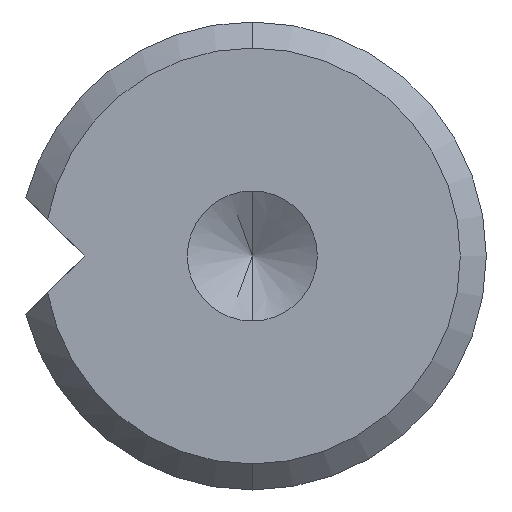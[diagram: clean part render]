
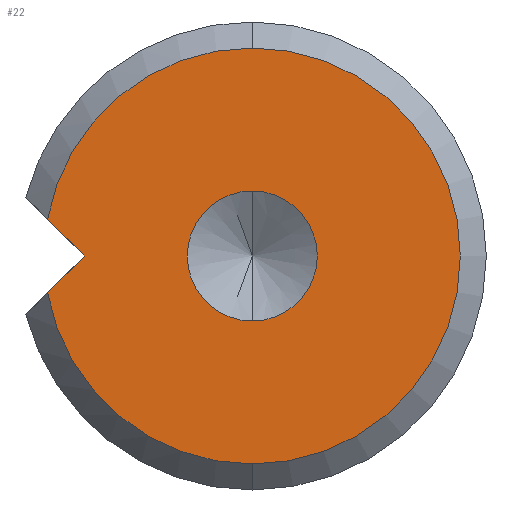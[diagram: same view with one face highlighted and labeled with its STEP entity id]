
A CAD part, front view. The second image highlights one B-rep face of the part: STEP entity #22.
In plain terms, the highlighted planar face has unit normal (0, -1, 0).
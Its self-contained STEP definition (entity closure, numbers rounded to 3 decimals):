
#10 = VERTEX_POINT ( 'NONE', #317 ) ;
#22 = ADVANCED_FACE ( 'NONE', ( #167, #410 ), #227, .F. ) ;
#41 = EDGE_CURVE ( 'NONE', #119, #533, #552, .T. ) ;
#50 = AXIS2_PLACEMENT_3D ( 'NONE', #479, #290, #386 ) ;
#55 = CARTESIAN_POINT ( 'NONE',  ( 0., 0., 0. ) ) ;
#56 = DIRECTION ( 'NONE',  ( 0., 0., 1. ) ) ;
#60 = DIRECTION ( 'NONE',  ( 0., -1., 0. ) ) ;
#76 = VERTEX_POINT ( 'NONE', #281 ) ;
#78 = ORIENTED_EDGE ( 'NONE', *, *, #41, .T. ) ;
#83 = AXIS2_PLACEMENT_3D ( 'NONE', #260, #558, #270 ) ;
#92 = DIRECTION ( 'NONE',  ( 0., -1., 0. ) ) ;
#101 = CIRCLE ( 'NONE', #142, 2.5 ) ;
#119 = VERTEX_POINT ( 'NONE', #231 ) ;
#124 = CIRCLE ( 'NONE', #181, 8. ) ;
#142 = AXIS2_PLACEMENT_3D ( 'NONE', #522, #92, #334 ) ;
#166 = EDGE_CURVE ( 'NONE', #10, #339, #124, .T. ) ;
#167 = FACE_BOUND ( 'NONE', #606, .T. ) ;
#175 = ORIENTED_EDGE ( 'NONE', *, *, #602, .F. ) ;
#181 = AXIS2_PLACEMENT_3D ( 'NONE', #55, #60, #56 ) ;
#185 = DIRECTION ( 'NONE',  ( 0.707, 0., -0.707 ) ) ;
#206 = EDGE_CURVE ( 'NONE', #487, #10, #621, .T. ) ;
#218 = ORIENTED_EDGE ( 'NONE', *, *, #599, .T. ) ;
#227 = PLANE ( 'NONE',  #83 ) ;
#231 = CARTESIAN_POINT ( 'NONE',  ( 0., 0., 8. ) ) ;
#246 = VERTEX_POINT ( 'NONE', #492 ) ;
#254 = CARTESIAN_POINT ( 'NONE',  ( 0., 0., 0. ) ) ;
#260 = CARTESIAN_POINT ( 'NONE',  ( 0., 0., 0. ) ) ;
#263 = CARTESIAN_POINT ( 'NONE',  ( -7.875, 0., 1.41 ) ) ;
#270 = DIRECTION ( 'NONE',  ( 0., 0., 1. ) ) ;
#275 = EDGE_LOOP ( 'NONE', ( #579, #360, #78, #218, #349 ) ) ;
#281 = CARTESIAN_POINT ( 'NONE',  ( 0., 0., 2.5 ) ) ;
#289 = AXIS2_PLACEMENT_3D ( 'NONE', #254, #312, #359 ) ;
#290 = DIRECTION ( 'NONE',  ( 0., -1., 0. ) ) ;
#293 = ORIENTED_EDGE ( 'NONE', *, *, #507, .F. ) ;
#312 = DIRECTION ( 'NONE',  ( 0., -1., 0. ) ) ;
#316 = DIRECTION ( 'NONE',  ( 0., -1., 0. ) ) ;
#317 = CARTESIAN_POINT ( 'NONE',  ( -7.875, 0., -1.41 ) ) ;
#334 = DIRECTION ( 'NONE',  ( 0., 0., -1. ) ) ;
#339 = VERTEX_POINT ( 'NONE', #549 ) ;
#349 = ORIENTED_EDGE ( 'NONE', *, *, #206, .T. ) ;
#353 = CIRCLE ( 'NONE', #289, 8. ) ;
#359 = DIRECTION ( 'NONE',  ( 0., 0., 1. ) ) ;
#360 = ORIENTED_EDGE ( 'NONE', *, *, #416, .T. ) ;
#370 = CARTESIAN_POINT ( 'NONE',  ( 0., 0., 0. ) ) ;
#373 = CARTESIAN_POINT ( 'NONE',  ( -3.232, 0., -3.232 ) ) ;
#379 = AXIS2_PLACEMENT_3D ( 'NONE', #370, #316, #459 ) ;
#386 = DIRECTION ( 'NONE',  ( 0., 0., 1. ) ) ;
#392 = DIRECTION ( 'NONE',  ( -0.707, 0., -0.707 ) ) ;
#396 = CARTESIAN_POINT ( 'NONE',  ( -3.232, 0., 3.232 ) ) ;
#410 = FACE_OUTER_BOUND ( 'NONE', #275, .T. ) ;
#416 = EDGE_CURVE ( 'NONE', #339, #119, #353, .T. ) ;
#418 = VECTOR ( 'NONE', #392, 1000. ) ;
#448 = CIRCLE ( 'NONE', #379, 2.5 ) ;
#459 = DIRECTION ( 'NONE',  ( 0., 0., -1. ) ) ;
#479 = CARTESIAN_POINT ( 'NONE',  ( 0., 0., 0. ) ) ;
#485 = VECTOR ( 'NONE', #185, 1000. ) ;
#487 = VERTEX_POINT ( 'NONE', #561 ) ;
#492 = CARTESIAN_POINT ( 'NONE',  ( 0., 0., -2.5 ) ) ;
#507 = EDGE_CURVE ( 'NONE', #246, #76, #448, .T. ) ;
#522 = CARTESIAN_POINT ( 'NONE',  ( 0., 0., 0. ) ) ;
#533 = VERTEX_POINT ( 'NONE', #263 ) ;
#549 = CARTESIAN_POINT ( 'NONE',  ( 0., 0., -8. ) ) ;
#552 = CIRCLE ( 'NONE', #50, 8. ) ;
#558 = DIRECTION ( 'NONE',  ( 0., 1., 0. ) ) ;
#561 = CARTESIAN_POINT ( 'NONE',  ( -6.464, 0., 0. ) ) ;
#579 = ORIENTED_EDGE ( 'NONE', *, *, #166, .T. ) ;
#599 = EDGE_CURVE ( 'NONE', #533, #487, #614, .T. ) ;
#602 = EDGE_CURVE ( 'NONE', #76, #246, #101, .T. ) ;
#606 = EDGE_LOOP ( 'NONE', ( #293, #175 ) ) ;
#614 = LINE ( 'NONE', #373, #485 ) ;
#621 = LINE ( 'NONE', #396, #418 ) ;
